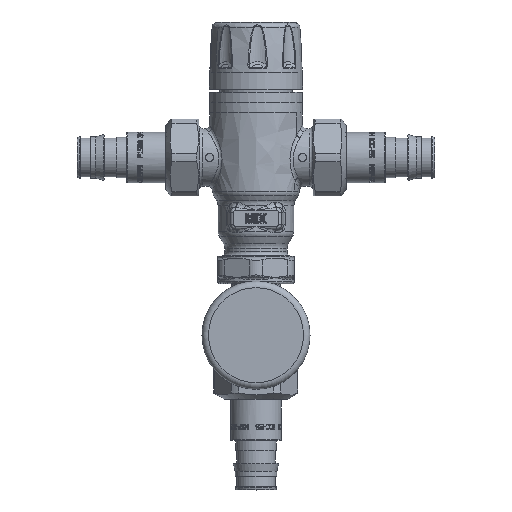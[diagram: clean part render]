
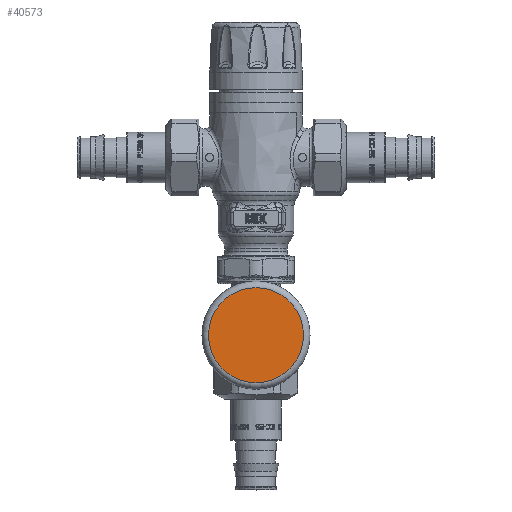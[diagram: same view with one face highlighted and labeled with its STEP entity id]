
A CAD part, top view. The second image highlights one B-rep face of the part: STEP entity #40573.
In plain terms, the highlighted planar face has unit normal (0, 0, 1).
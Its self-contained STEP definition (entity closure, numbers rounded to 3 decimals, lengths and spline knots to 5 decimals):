
#2463=PLANE('',#44645);
#4922=FACE_OUTER_BOUND('',#7502,.T.);
#7502=EDGE_LOOP('',(#36161));
#9457=CIRCLE('',#44639,0.905);
#18608=VERTEX_POINT('',#142983);
#24457=EDGE_CURVE('',#18608,#18608,#9457,.T.);
#36161=ORIENTED_EDGE('',*,*,#24457,.F.);
#40573=ADVANCED_FACE('',(#4922),#2463,.T.);
#44639=AXIS2_PLACEMENT_3D('',#142984,#54454,#54455);
#44645=AXIS2_PLACEMENT_3D('',#142994,#54467,#54468);
#54454=DIRECTION('center_axis',(0.,0.,-1.));
#54455=DIRECTION('ref_axis',(-1.,0.,0.));
#54467=DIRECTION('center_axis',(0.,0.,1.));
#54468=DIRECTION('ref_axis',(1.,0.,0.));
#142983=CARTESIAN_POINT('',(-0.905,0.,0.41));
#142984=CARTESIAN_POINT('Origin',(0.,0.,0.41));
#142994=CARTESIAN_POINT('Origin',(0.,0.,0.41));
